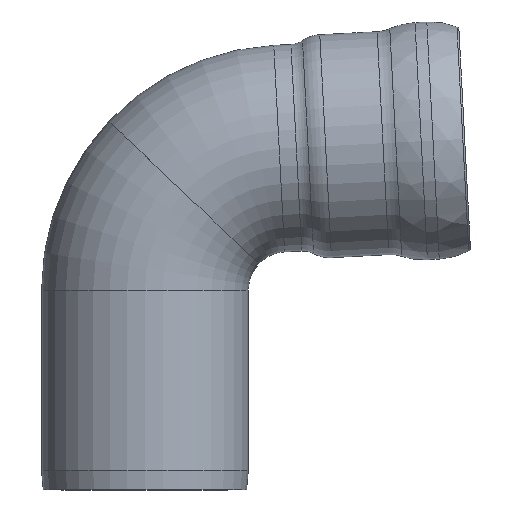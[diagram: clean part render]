
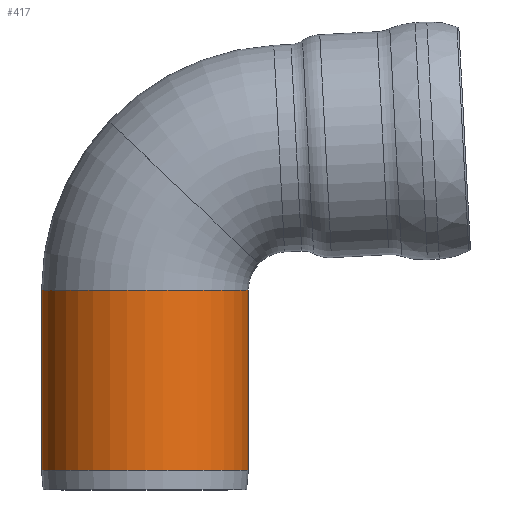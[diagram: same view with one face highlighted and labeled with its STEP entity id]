
A CAD part, front view. The second image highlights one B-rep face of the part: STEP entity #417.
In plain terms, the highlighted cylindrical face has radius 365 mm (diameter 730 mm), a full revolution.
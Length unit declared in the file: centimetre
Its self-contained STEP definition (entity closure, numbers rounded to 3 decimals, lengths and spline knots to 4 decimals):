
#25=CYLINDRICAL_SURFACE('',#531,36.5);
#36=LINE('',#825,#52);
#52=VECTOR('',#645,36.5);
#81=FACE_OUTER_BOUND('',#112,.T.);
#112=EDGE_LOOP('',(#283,#284,#285,#286,#287));
#137=VERTEX_POINT('',#794);
#138=VERTEX_POINT('',#796);
#143=VERTEX_POINT('',#811);
#183=EDGE_CURVE('',#137,#138,#453,.T.);
#184=EDGE_CURVE('',#138,#137,#454,.T.);
#191=EDGE_CURVE('',#143,#143,#460,.T.);
#197=EDGE_CURVE('',#143,#138,#36,.T.);
#283=ORIENTED_EDGE('',*,*,#191,.F.);
#284=ORIENTED_EDGE('',*,*,#197,.T.);
#285=ORIENTED_EDGE('',*,*,#183,.F.);
#286=ORIENTED_EDGE('',*,*,#184,.F.);
#287=ORIENTED_EDGE('',*,*,#197,.F.);
#417=ADVANCED_FACE('',(#81),#25,.T.);
#453=CIRCLE('',#515,36.5);
#454=CIRCLE('',#516,36.5);
#460=CIRCLE('',#525,36.5);
#515=AXIS2_PLACEMENT_3D('',#797,#607,#608);
#516=AXIS2_PLACEMENT_3D('',#798,#609,#610);
#525=AXIS2_PLACEMENT_3D('',#813,#628,#629);
#531=AXIS2_PLACEMENT_3D('',#824,#643,#644);
#607=DIRECTION('center_axis',(0.,0.,1.));
#608=DIRECTION('ref_axis',(0.,-1.,0.));
#609=DIRECTION('center_axis',(0.,0.,1.));
#610=DIRECTION('ref_axis',(0.,-1.,0.));
#628=DIRECTION('center_axis',(0.,0.,-1.));
#629=DIRECTION('ref_axis',(1.,0.,0.));
#643=DIRECTION('center_axis',(0.,0.,-1.));
#644=DIRECTION('ref_axis',(1.,0.,0.));
#645=DIRECTION('',(0.,0.,1.));
#794=CARTESIAN_POINT('',(36.5,0.,70.5518));
#796=CARTESIAN_POINT('',(-36.5,0.,70.5518));
#797=CARTESIAN_POINT('Origin',(0.,0.,70.5518));
#798=CARTESIAN_POINT('Origin',(0.,0.,70.5518));
#811=CARTESIAN_POINT('',(-36.5,0.,7.));
#813=CARTESIAN_POINT('Origin',(0.,0.,7.));
#824=CARTESIAN_POINT('Origin',(0.,0.,8.5));
#825=CARTESIAN_POINT('',(-36.5,0.,8.5));
